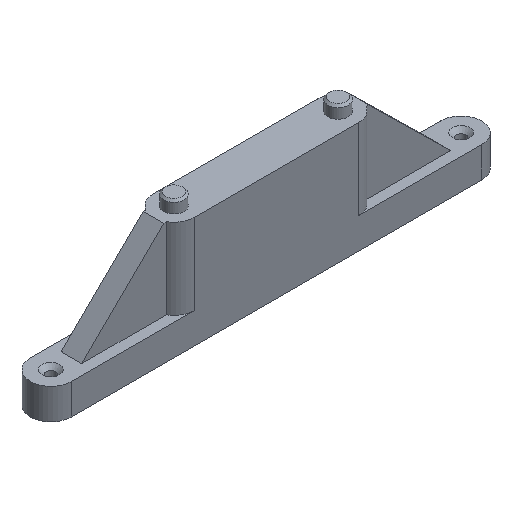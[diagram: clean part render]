
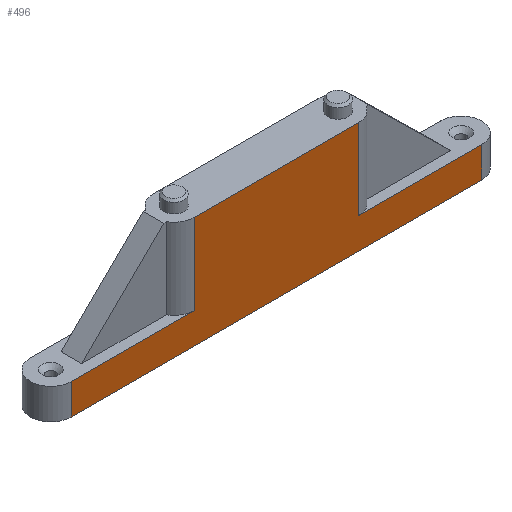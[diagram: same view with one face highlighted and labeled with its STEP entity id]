
A CAD part, isometric view. The second image highlights one B-rep face of the part: STEP entity #496.
In plain terms, the highlighted planar face has unit normal (0, -1, 0).
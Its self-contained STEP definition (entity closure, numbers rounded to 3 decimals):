
#44=PLANE('',#568);
#70=FACE_OUTER_BOUND('',#104,.T.);
#104=EDGE_LOOP('',(#451,#452,#453,#454,#455,#456,#457,#458));
#109=LINE('',#735,#153);
#119=LINE('',#770,#163);
#140=LINE('',#833,#184);
#142=LINE('',#840,#186);
#144=LINE('',#844,#188);
#148=LINE('',#854,#192);
#149=LINE('',#858,#193);
#150=LINE('',#859,#194);
#153=VECTOR('',#585,10.);
#163=VECTOR('',#615,10.);
#184=VECTOR('',#686,10.);
#186=VECTOR('',#694,10.);
#188=VECTOR('',#700,10.);
#192=VECTOR('',#708,10.);
#193=VECTOR('',#715,10.);
#194=VECTOR('',#716,10.);
#223=VERTEX_POINT('',#732);
#224=VERTEX_POINT('',#734);
#238=VERTEX_POINT('',#767);
#239=VERTEX_POINT('',#769);
#256=VERTEX_POINT('',#831);
#258=VERTEX_POINT('',#838);
#261=VERTEX_POINT('',#852);
#262=VERTEX_POINT('',#853);
#268=EDGE_CURVE('',#223,#224,#109,.T.);
#285=EDGE_CURVE('',#238,#239,#119,.T.);
#316=EDGE_CURVE('',#223,#256,#140,.T.);
#320=EDGE_CURVE('',#258,#256,#142,.T.);
#322=EDGE_CURVE('',#239,#258,#144,.T.);
#326=EDGE_CURVE('',#261,#262,#148,.T.);
#329=EDGE_CURVE('',#261,#238,#149,.T.);
#330=EDGE_CURVE('',#262,#224,#150,.T.);
#451=ORIENTED_EDGE('',*,*,#285,.F.);
#452=ORIENTED_EDGE('',*,*,#329,.F.);
#453=ORIENTED_EDGE('',*,*,#326,.T.);
#454=ORIENTED_EDGE('',*,*,#330,.T.);
#455=ORIENTED_EDGE('',*,*,#268,.F.);
#456=ORIENTED_EDGE('',*,*,#316,.T.);
#457=ORIENTED_EDGE('',*,*,#320,.F.);
#458=ORIENTED_EDGE('',*,*,#322,.F.);
#496=ADVANCED_FACE('',(#70),#44,.T.);
#568=AXIS2_PLACEMENT_3D('',#857,#713,#714);
#585=DIRECTION('',(1.,0.,0.));
#615=DIRECTION('',(1.,0.,0.));
#686=DIRECTION('',(0.,0.,1.));
#694=DIRECTION('',(1.,0.,0.));
#700=DIRECTION('',(0.,0.,1.));
#708=DIRECTION('',(1.,0.,0.));
#713=DIRECTION('center_axis',(0.,-1.,0.));
#714=DIRECTION('ref_axis',(1.,0.,0.));
#715=DIRECTION('',(0.,0.,1.));
#716=DIRECTION('',(0.,0.,1.));
#732=CARTESIAN_POINT('',(40.,-10.,15.));
#734=CARTESIAN_POINT('',(100.,-10.,15.));
#735=CARTESIAN_POINT('',(-100.,-10.,15.));
#767=CARTESIAN_POINT('',(-100.,-10.,15.));
#769=CARTESIAN_POINT('',(-40.,-10.,15.));
#770=CARTESIAN_POINT('',(-100.,-10.,15.));
#831=CARTESIAN_POINT('',(40.,-10.,54.294));
#833=CARTESIAN_POINT('',(40.,-10.,0.));
#838=CARTESIAN_POINT('',(-40.,-10.,54.294));
#840=CARTESIAN_POINT('',(-100.,-10.,54.294));
#844=CARTESIAN_POINT('',(-40.,-10.,0.));
#852=CARTESIAN_POINT('',(-100.,-10.,0.));
#853=CARTESIAN_POINT('',(100.,-10.,0.));
#854=CARTESIAN_POINT('',(-100.,-10.,0.));
#857=CARTESIAN_POINT('Origin',(-100.,-10.,0.));
#858=CARTESIAN_POINT('',(-100.,-10.,0.));
#859=CARTESIAN_POINT('',(100.,-10.,0.));
